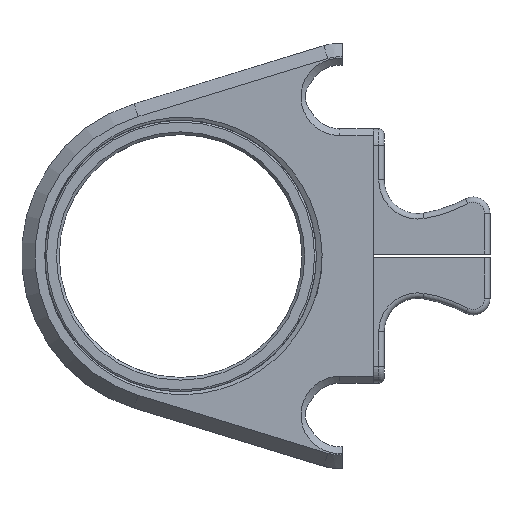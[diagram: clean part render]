
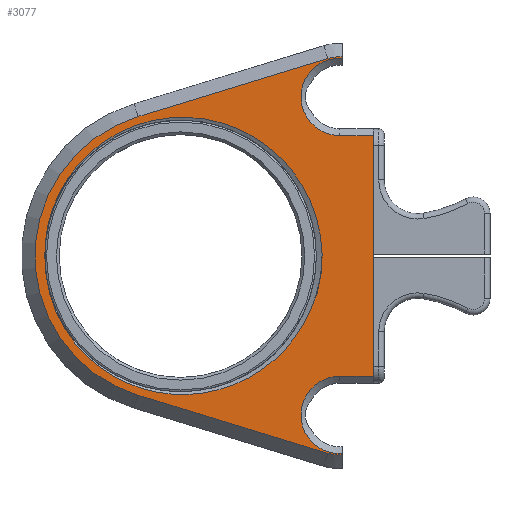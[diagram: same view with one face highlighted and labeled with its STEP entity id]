
A CAD part, top view. The second image highlights one B-rep face of the part: STEP entity #3077.
In plain terms, the highlighted planar face has unit normal (0, 0, 1).
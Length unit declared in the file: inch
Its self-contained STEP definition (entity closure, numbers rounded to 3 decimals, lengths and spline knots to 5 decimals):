
#35=FACE_BOUND('',#357,.T.);
#47=PLANE('',#3277);
#183=FACE_OUTER_BOUND('',#356,.T.);
#356=EDGE_LOOP('',(#2019,#2020,#2021,#2022,#2023,#2024,#2025,#2026,#2027,
#2028,#2029,#2030));
#357=EDGE_LOOP('',(#2031,#2032,#2033));
#521=CIRCLE('',#3260,0.504);
#527=CIRCLE('',#3269,0.541);
#530=CIRCLE('',#3278,0.1435);
#531=CIRCLE('',#3279,0.14891);
#532=CIRCLE('',#3280,0.14891);
#533=CIRCLE('',#3281,0.1435);
#686=B_SPLINE_CURVE_WITH_KNOTS('',3,(#5498,#5499,#5500,#5501,#5502,#5503,
#5504,#5505,#5506,#5507,#5508,#5509,#5510,#5511,#5512,#5513,#5514,#5515,
#5516,#5517),.UNSPECIFIED.,.F.,.F.,(4,2,2,2,2,2,2,2,2,4),(-4.12289,
-3.605,-3.09511,-2.57928,-2.05855,
-1.53507,-1.01678,-0.52776,-0.2724,
0.),.UNSPECIFIED.);
#687=B_SPLINE_CURVE_WITH_KNOTS('',3,(#5518,#5519,#5520,#5521,#5522,#5523,
#5524,#5525,#5526,#5527,#5528,#5529,#5530,#5531,#5532,#5533,#5534,#5535,
#5536,#5537,#5538,#5539),.UNSPECIFIED.,.F.,.F.,(4,2,2,2,2,2,2,2,2,2,4),
(-4.13354,-3.85886,-3.60059,-3.11175,
-2.59423,-2.07047,-1.54818,-1.0345,
-0.52238,-0.27019,0.),.UNSPECIFIED.);
#723=LINE('',#5478,#977);
#724=LINE('',#5482,#978);
#725=LINE('',#5485,#979);
#726=LINE('',#5487,#980);
#727=LINE('',#5491,#981);
#728=LINE('',#5495,#982);
#729=LINE('',#5496,#983);
#977=VECTOR('',#3643,39.37008);
#978=VECTOR('',#3646,39.37008);
#979=VECTOR('',#3649,39.37008);
#980=VECTOR('',#3650,39.37008);
#981=VECTOR('',#3653,39.37008);
#982=VECTOR('',#3656,39.37008);
#983=VECTOR('',#3657,39.37008);
#1230=VERTEX_POINT('',#5234);
#1231=VERTEX_POINT('',#5257);
#1243=VERTEX_POINT('',#5335);
#1244=VERTEX_POINT('',#5336);
#1259=VERTEX_POINT('',#5476);
#1260=VERTEX_POINT('',#5477);
#1261=VERTEX_POINT('',#5479);
#1262=VERTEX_POINT('',#5481);
#1263=VERTEX_POINT('',#5483);
#1264=VERTEX_POINT('',#5486);
#1265=VERTEX_POINT('',#5488);
#1266=VERTEX_POINT('',#5490);
#1267=VERTEX_POINT('',#5492);
#1268=VERTEX_POINT('',#5494);
#1269=VERTEX_POINT('',#5497);
#1524=EDGE_CURVE('',#1230,#1231,#521,.T.);
#1537=EDGE_CURVE('',#1243,#1244,#527,.T.);
#1558=EDGE_CURVE('',#1259,#1260,#723,.T.);
#1559=EDGE_CURVE('',#1260,#1261,#530,.T.);
#1560=EDGE_CURVE('',#1261,#1262,#724,.T.);
#1561=EDGE_CURVE('',#1262,#1263,#531,.T.);
#1562=EDGE_CURVE('',#1263,#1243,#725,.T.);
#1563=EDGE_CURVE('',#1244,#1264,#726,.T.);
#1564=EDGE_CURVE('',#1264,#1265,#532,.T.);
#1565=EDGE_CURVE('',#1265,#1266,#727,.T.);
#1566=EDGE_CURVE('',#1266,#1267,#533,.T.);
#1567=EDGE_CURVE('',#1267,#1268,#728,.T.);
#1568=EDGE_CURVE('',#1268,#1259,#729,.T.);
#1569=EDGE_CURVE('',#1269,#1230,#686,.T.);
#1570=EDGE_CURVE('',#1231,#1269,#687,.T.);
#2019=ORIENTED_EDGE('',*,*,#1558,.T.);
#2020=ORIENTED_EDGE('',*,*,#1559,.T.);
#2021=ORIENTED_EDGE('',*,*,#1560,.T.);
#2022=ORIENTED_EDGE('',*,*,#1561,.T.);
#2023=ORIENTED_EDGE('',*,*,#1562,.T.);
#2024=ORIENTED_EDGE('',*,*,#1537,.T.);
#2025=ORIENTED_EDGE('',*,*,#1563,.T.);
#2026=ORIENTED_EDGE('',*,*,#1564,.T.);
#2027=ORIENTED_EDGE('',*,*,#1565,.T.);
#2028=ORIENTED_EDGE('',*,*,#1566,.T.);
#2029=ORIENTED_EDGE('',*,*,#1567,.T.);
#2030=ORIENTED_EDGE('',*,*,#1568,.T.);
#2031=ORIENTED_EDGE('',*,*,#1569,.F.);
#2032=ORIENTED_EDGE('',*,*,#1570,.F.);
#2033=ORIENTED_EDGE('',*,*,#1524,.F.);
#3077=ADVANCED_FACE('',(#183,#35),#47,.T.);
#3260=AXIS2_PLACEMENT_3D('',#5258,#3592,#3593);
#3269=AXIS2_PLACEMENT_3D('',#5337,#3611,#3612);
#3277=AXIS2_PLACEMENT_3D('',#5475,#3641,#3642);
#3278=AXIS2_PLACEMENT_3D('',#5480,#3644,#3645);
#3279=AXIS2_PLACEMENT_3D('',#5484,#3647,#3648);
#3280=AXIS2_PLACEMENT_3D('',#5489,#3651,#3652);
#3281=AXIS2_PLACEMENT_3D('',#5493,#3654,#3655);
#3592=DIRECTION('center_axis',(0.,0.,1.));
#3593=DIRECTION('ref_axis',(1.,0.,0.));
#3611=DIRECTION('center_axis',(0.,0.,1.));
#3612=DIRECTION('ref_axis',(1.,0.,0.));
#3641=DIRECTION('center_axis',(0.,0.,1.));
#3642=DIRECTION('ref_axis',(1.,0.,0.));
#3643=DIRECTION('',(-1.,0.,0.));
#3644=DIRECTION('center_axis',(0.,0.,-1.));
#3645=DIRECTION('ref_axis',(1.,0.,0.));
#3646=DIRECTION('',(0.,1.,0.));
#3647=DIRECTION('center_axis',(0.,0.,1.));
#3648=DIRECTION('ref_axis',(1.,0.,0.));
#3649=DIRECTION('',(-0.956,-0.292,0.));
#3650=DIRECTION('',(0.956,-0.292,0.));
#3651=DIRECTION('center_axis',(0.,0.,1.));
#3652=DIRECTION('ref_axis',(1.,0.,0.));
#3653=DIRECTION('',(0.,1.,0.));
#3654=DIRECTION('center_axis',(0.,0.,-1.));
#3655=DIRECTION('ref_axis',(1.,0.,0.));
#3656=DIRECTION('',(1.,0.,0.));
#3657=DIRECTION('',(0.,1.,0.));
#5234=CARTESIAN_POINT('',(-0.504,0.,0.3));
#5257=CARTESIAN_POINT('',(-0.50395,-0.00696,0.3));
#5258=CARTESIAN_POINT('Origin',(0.,0.,0.3));
#5335=CARTESIAN_POINT('',(-0.15817,0.51736,0.3));
#5336=CARTESIAN_POINT('',(-0.15817,-0.51736,0.3));
#5337=CARTESIAN_POINT('Origin',(0.,0.,0.3));
#5475=CARTESIAN_POINT('Origin',(0.59055,-0.59055,0.3));
#5476=CARTESIAN_POINT('',(0.716,0.44705,0.3));
#5477=CARTESIAN_POINT('',(0.59055,0.44705,0.3));
#5478=CARTESIAN_POINT('',(0.59055,0.44705,0.3));
#5479=CARTESIAN_POINT('',(0.601,0.73367,0.3));
#5480=CARTESIAN_POINT('Origin',(0.59055,0.59055,0.3));
#5481=CARTESIAN_POINT('',(0.601,0.7391,0.3));
#5482=CARTESIAN_POINT('',(0.601,0.78919,0.3));
#5483=CARTESIAN_POINT('',(0.54701,0.73296,0.3));
#5484=CARTESIAN_POINT('Origin',(0.59055,0.59055,0.3));
#5485=CARTESIAN_POINT('',(-0.15817,0.51736,0.3));
#5486=CARTESIAN_POINT('',(0.54701,-0.73296,0.3));
#5487=CARTESIAN_POINT('',(0.54701,-0.73296,0.3));
#5488=CARTESIAN_POINT('',(0.601,-0.7391,0.3));
#5489=CARTESIAN_POINT('Origin',(0.59055,-0.59055,0.3));
#5490=CARTESIAN_POINT('',(0.601,-0.73367,0.3));
#5491=CARTESIAN_POINT('',(0.601,-0.70905,0.3));
#5492=CARTESIAN_POINT('',(0.59055,-0.44705,0.3));
#5493=CARTESIAN_POINT('Origin',(0.59055,-0.59055,0.3));
#5494=CARTESIAN_POINT('',(0.716,-0.44705,0.3));
#5495=CARTESIAN_POINT('',(0.716,-0.44705,0.3));
#5496=CARTESIAN_POINT('',(0.716,0.47205,0.3));
#5497=CARTESIAN_POINT('',(0.52559,0.00363,0.3));
#5498=CARTESIAN_POINT('Ctrl Pts',(0.52559,0.00363,
0.3));
#5499=CARTESIAN_POINT('Ctrl Pts',(0.52432,0.07121,
0.3));
#5500=CARTESIAN_POINT('Ctrl Pts',(0.50994,0.13789,0.3));
#5501=CARTESIAN_POINT('Ctrl Pts',(0.45696,0.26111,0.3));
#5502=CARTESIAN_POINT('Ctrl Pts',(0.41923,0.31665,0.3));
#5503=CARTESIAN_POINT('Ctrl Pts',(0.3244,0.41112,0.3));
#5504=CARTESIAN_POINT('Ctrl Pts',(0.26775,0.44918,0.3));
#5505=CARTESIAN_POINT('Ctrl Pts',(0.14264,0.50139,0.3));
#5506=CARTESIAN_POINT('Ctrl Pts',(0.0752,0.51489,
0.3));
#5507=CARTESIAN_POINT('Ctrl Pts',(-0.06137,0.51486,
0.3));
#5508=CARTESIAN_POINT('Ctrl Pts',(-0.12915,0.50118,
0.3));
#5509=CARTESIAN_POINT('Ctrl Pts',(-0.25476,0.44838,0.3));
#5510=CARTESIAN_POINT('Ctrl Pts',(-0.31158,0.40998,
0.3));
#5511=CARTESIAN_POINT('Ctrl Pts',(-0.40406,0.31552,
0.3));
#5512=CARTESIAN_POINT('Ctrl Pts',(-0.43985,0.26156,0.3));
#5513=CARTESIAN_POINT('Ctrl Pts',(-0.47759,0.17145,
0.3));
#5514=CARTESIAN_POINT('Ctrl Pts',(-0.48744,0.13934,0.3));
#5515=CARTESIAN_POINT('Ctrl Pts',(-0.50111,0.07144,
0.3));
#5516=CARTESIAN_POINT('Ctrl Pts',(-0.50444,0.03575,
0.3));
#5517=CARTESIAN_POINT('Ctrl Pts',(-0.504,0.,
0.3));
#5518=CARTESIAN_POINT('Ctrl Pts',(-0.50395,-0.00696,
0.3));
#5519=CARTESIAN_POINT('Ctrl Pts',(-0.50391,-0.0429,
0.3));
#5520=CARTESIAN_POINT('Ctrl Pts',(-0.50004,-0.07874,
0.3));
#5521=CARTESIAN_POINT('Ctrl Pts',(-0.48526,-0.1469,
0.3));
#5522=CARTESIAN_POINT('Ctrl Pts',(-0.47481,-0.17913,
0.3));
#5523=CARTESIAN_POINT('Ctrl Pts',(-0.43555,-0.26868,
0.3));
#5524=CARTESIAN_POINT('Ctrl Pts',(-0.39901,-0.32188,
0.3));
#5525=CARTESIAN_POINT('Ctrl Pts',(-0.30542,-0.41455,
0.3));
#5526=CARTESIAN_POINT('Ctrl Pts',(-0.24827,-0.45196,
0.3));
#5527=CARTESIAN_POINT('Ctrl Pts',(-0.12244,-0.50285,
0.3));
#5528=CARTESIAN_POINT('Ctrl Pts',(-0.05469,-0.51559,
0.3));
#5529=CARTESIAN_POINT('Ctrl Pts',(0.08165,-0.51391,
0.3));
#5530=CARTESIAN_POINT('Ctrl Pts',(0.14889,-0.49957,
0.3));
#5531=CARTESIAN_POINT('Ctrl Pts',(0.27285,-0.446,
0.3));
#5532=CARTESIAN_POINT('Ctrl Pts',(0.32867,-0.40762,
0.3));
#5533=CARTESIAN_POINT('Ctrl Pts',(0.42235,-0.31248,
0.3));
#5534=CARTESIAN_POINT('Ctrl Pts',(0.45959,-0.25646,
0.3));
#5535=CARTESIAN_POINT('Ctrl Pts',(0.49793,-0.16467,
0.3));
#5536=CARTESIAN_POINT('Ctrl Pts',(0.5077,-0.13325,
0.3));
#5537=CARTESIAN_POINT('Ctrl Pts',(0.52168,-0.06671,
0.3));
#5538=CARTESIAN_POINT('Ctrl Pts',(0.52542,-0.03182,
0.3));
#5539=CARTESIAN_POINT('Ctrl Pts',(0.52559,0.00363,
0.3));
